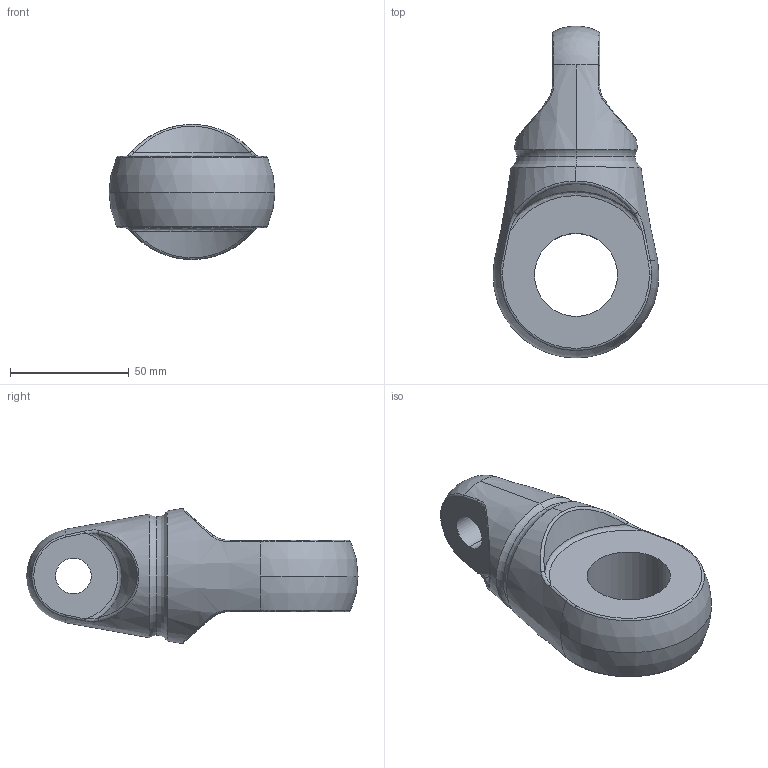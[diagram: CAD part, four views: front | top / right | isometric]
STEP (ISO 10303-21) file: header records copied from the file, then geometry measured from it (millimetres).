
FILE_DESCRIPTION (( 'STEP AP214' ), '1' );
FILE_NAME ('Part09.STEP', '2025-03-03T12:49:04', ( '' ), ( '' ), 'SwSTEP 2.0', 'SolidWorks 2024', '' );
FILE_SCHEMA (( 'AUTOMOTIVE_DESIGN' ));
Length unit declared in the file: millimetre
Products named in the file (1): Part09
Bounding box: 70 x 140 x 56.93 mm (x, y, z)
Volume: 181689.2 mm3; surface area: 25914.5 mm2
Topology: 1 solids, 1 shells, 56 faces, 134 edges, 80 vertices
Faces by surface type: bspline 20, torus 16, cone 8, cylinder 4, sphere 4, plane 4
Entity records: 3095 total; most frequent: CARTESIAN_POINT 1861, ORIENTED_EDGE 268, DIRECTION 250, EDGE_CURVE 134, AXIS2_PLACEMENT_3D 121, CIRCLE 84, VERTEX_POINT 80, EDGE_LOOP 60
